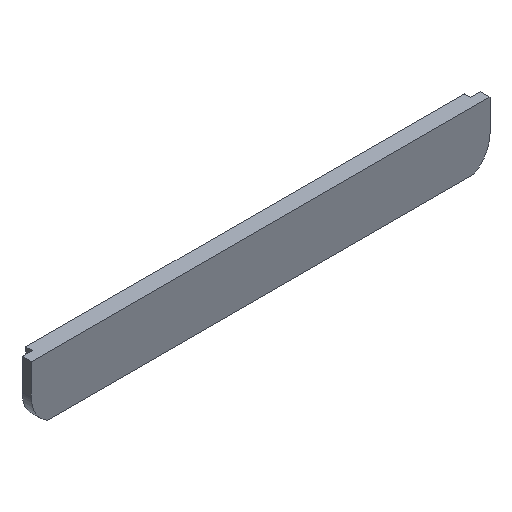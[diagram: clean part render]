
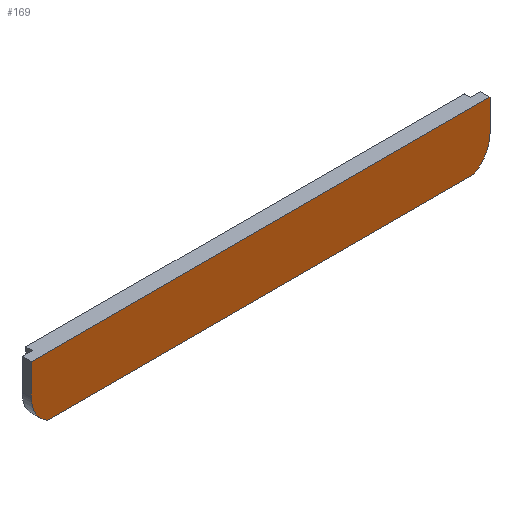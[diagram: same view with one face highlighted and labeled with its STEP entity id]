
A CAD part, isometric view. The second image highlights one B-rep face of the part: STEP entity #169.
In plain terms, the highlighted free-form (B-spline) face has degree [1, 1] with [2, 2] control points.
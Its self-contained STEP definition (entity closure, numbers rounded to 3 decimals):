
#118 = VERTEX_POINT('',#119);
#119 = CARTESIAN_POINT('',(-33.482,0.,4.009));
#126 = VERTEX_POINT('',#127);
#127 = CARTESIAN_POINT('',(-33.482,0.,-0.573));
#132 = EDGE_CURVE('',#126,#118,#133,.T.);
#133 = B_SPLINE_CURVE_WITH_KNOTS('',1,(#134,#135),.UNSPECIFIED.,.F.,.F.,
  (2,2),(-5.996,-2.),.PIECEWISE_BEZIER_KNOTS.);
#134 = CARTESIAN_POINT('',(-33.482,0.,-0.573));
#135 = CARTESIAN_POINT('',(-33.482,0.,4.009));
#146 = VERTEX_POINT('',#147);
#147 = CARTESIAN_POINT('',(33.483,0.,4.009));
#152 = EDGE_CURVE('',#146,#153,#155,.T.);
#153 = VERTEX_POINT('',#154);
#154 = CARTESIAN_POINT('',(33.483,0.,-0.573));
#155 = B_SPLINE_CURVE_WITH_KNOTS('',1,(#156,#157),.UNSPECIFIED.,.F.,.F.,
  (2,2),(2.,5.996),.PIECEWISE_BEZIER_KNOTS.);
#156 = CARTESIAN_POINT('',(33.483,0.,4.009));
#157 = CARTESIAN_POINT('',(33.483,0.,-0.573));
#169 = ADVANCED_FACE('',(#170),#200,.T.);
#170 = FACE_BOUND('',#171,.T.);
#171 = EDGE_LOOP('',(#172,#181,#187,#188,#193,#194));
#172 = ORIENTED_EDGE('',*,*,#173,.F.);
#173 = EDGE_CURVE('',#174,#176,#178,.T.);
#174 = VERTEX_POINT('',#175);
#175 = CARTESIAN_POINT('',(31.117,0.,-4.587));
#176 = VERTEX_POINT('',#177);
#177 = CARTESIAN_POINT('',(-31.116,0.,-4.587));
#178 = B_SPLINE_CURVE_WITH_KNOTS('',1,(#179,#180),.UNSPECIFIED.,.F.,.F.,
  (2,2),(-1.936,52.338),.PIECEWISE_BEZIER_KNOTS.);
#179 = CARTESIAN_POINT('',(31.117,0.,-4.587));
#180 = CARTESIAN_POINT('',(-31.116,0.,-4.587));
#181 = ORIENTED_EDGE('',*,*,#182,.F.);
#182 = EDGE_CURVE('',#153,#174,#183,.T.);
#183 = ( BOUNDED_CURVE() B_SPLINE_CURVE(2,(#184,#185,#186),
.UNSPECIFIED.,.F.,.F.) B_SPLINE_CURVE_WITH_KNOTS((3,3),(4.712,
5.778),.PIECEWISE_BEZIER_KNOTS.) CURVE() 
GEOMETRIC_REPRESENTATION_ITEM() RATIONAL_B_SPLINE_CURVE((1.,
0.861,1.)) REPRESENTATION_ITEM('') );
#184 = CARTESIAN_POINT('',(33.483,0.,-0.573));
#185 = CARTESIAN_POINT('',(33.483,0.,-3.277));
#186 = CARTESIAN_POINT('',(31.117,0.,-4.587));
#187 = ORIENTED_EDGE('',*,*,#152,.F.);
#188 = ORIENTED_EDGE('',*,*,#189,.T.);
#189 = EDGE_CURVE('',#146,#118,#190,.T.);
#190 = B_SPLINE_CURVE_WITH_KNOTS('',1,(#191,#192),.UNSPECIFIED.,.F.,.F.,
  (2,2),(-4.,54.402),.PIECEWISE_BEZIER_KNOTS.);
#191 = CARTESIAN_POINT('',(33.483,0.,4.009));
#192 = CARTESIAN_POINT('',(-33.482,0.,4.009));
#193 = ORIENTED_EDGE('',*,*,#132,.F.);
#194 = ORIENTED_EDGE('',*,*,#195,.F.);
#195 = EDGE_CURVE('',#176,#126,#196,.T.);
#196 = ( BOUNDED_CURVE() B_SPLINE_CURVE(2,(#197,#198,#199),
.UNSPECIFIED.,.F.,.F.) B_SPLINE_CURVE_WITH_KNOTS((3,3),(3.647,
4.712),.PIECEWISE_BEZIER_KNOTS.) CURVE() 
GEOMETRIC_REPRESENTATION_ITEM() RATIONAL_B_SPLINE_CURVE((1.,
0.861,1.)) REPRESENTATION_ITEM('') );
#197 = CARTESIAN_POINT('',(-31.116,0.,-4.587));
#198 = CARTESIAN_POINT('',(-33.482,0.,-3.277));
#199 = CARTESIAN_POINT('',(-33.482,0.,-0.573));
#200 = B_SPLINE_SURFACE_WITH_KNOTS('',1,1,(
    (#201,#202)
    ,(#203,#204
    )),.UNSPECIFIED.,.F.,.F.,.F.,(2,2),(2,2),(-3.996,3.5),(
    -54.402,4.),.PIECEWISE_BEZIER_KNOTS.);
#201 = CARTESIAN_POINT('',(-33.482,0.,4.009));
#202 = CARTESIAN_POINT('',(33.483,0.,4.009));
#203 = CARTESIAN_POINT('',(-33.482,0.,-4.587));
#204 = CARTESIAN_POINT('',(33.483,0.,-4.587));
